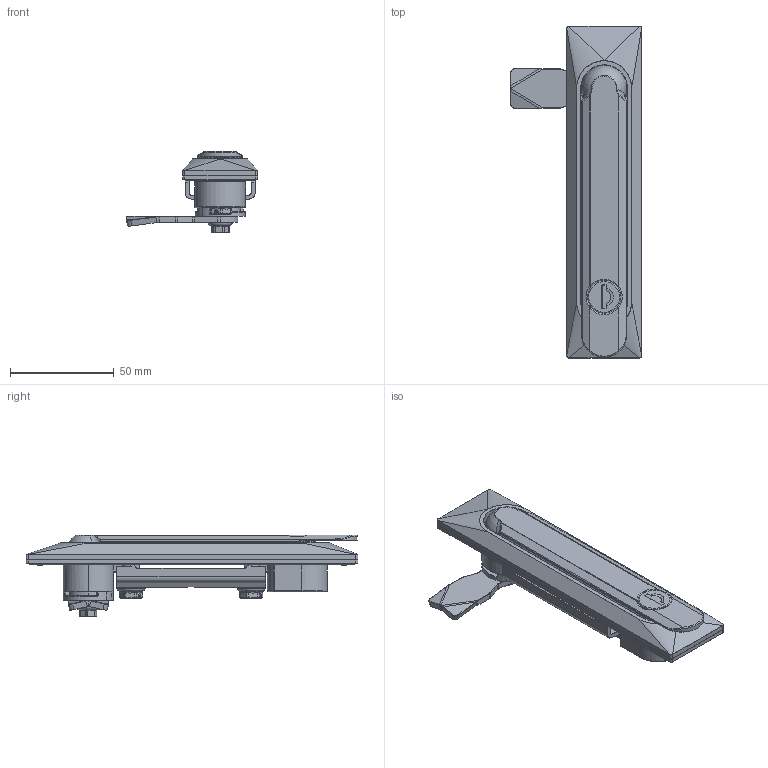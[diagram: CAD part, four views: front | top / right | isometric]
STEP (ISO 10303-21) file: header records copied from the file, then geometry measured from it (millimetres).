
FILE_DESCRIPTION (( 'STEP AP214' ), '1' );
FILE_NAME ('DLZ-861-2.STEP', '2024-03-13T06:15:11', ( '' ), ( '' ), 'SwSTEP 2.0', 'SolidWorks 2016', '' );
FILE_SCHEMA (( 'AUTOMOTIVE_DESIGN' ));
Length unit declared in the file: millimetre
Products named in the file (15): 平華司19; DLZ-861-2; 波形華司16.5; 滖嵞; 忒參; 波形華司18.4; M6X12砦賑蹟緲; M5X8 砦賑蹟緲; 熵郋; 熵蜇啣; 防水膠條; S1B4500; 癹弇え; O虐19.9; 翋闚價釱
Assembly tree (16 placements, depth 2):
  DLZ-861-2
    翋闚價釱
    防水膠條
    熵蜇啣
    M6X12砦賑蹟緲  x2
    癹弇え
    滖嵞
    波形華司18.4
    波形華司16.5  x2
    平華司19
    O虐19.9
    忒參
    M5X8 砦賑蹟緲
    S1B4500
    熵郋
Bounding box: 63.22 x 160 x 39.39 mm (x, y, z)
Volume: 72664.9 mm3; surface area: 56027.1 mm2
Topology: 16 solids, 16 shells, 2529 faces, 6090 edges, 3482 vertices
Faces by surface type: cylinder 804, plane 741, torus 517, bspline 345, sphere 116, cone 6
Entity records: 74803 total; most frequent: CARTESIAN_POINT 26750, DIRECTION 10111, ORIENTED_EDGE 9868, EDGE_CURVE 4934, AXIS2_PLACEMENT_3D 4110, VERTEX_POINT 2854, CIRCLE 2266, EDGE_LOOP 2156
